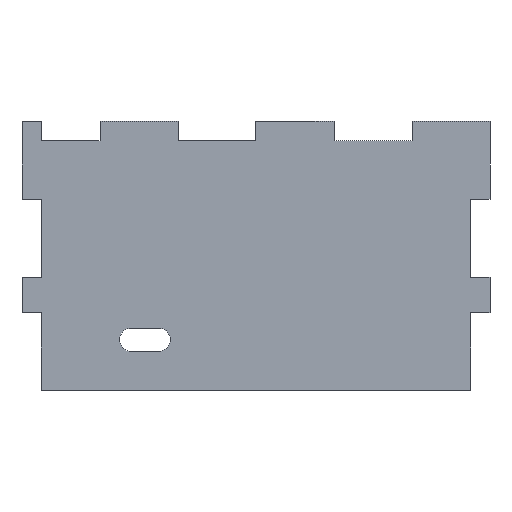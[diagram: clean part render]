
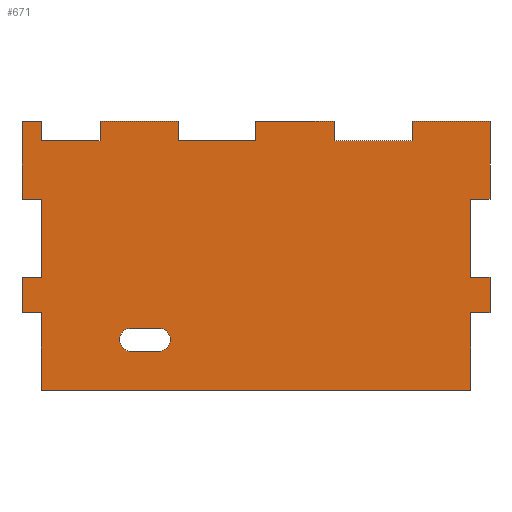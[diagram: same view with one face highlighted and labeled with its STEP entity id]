
A CAD part, left-side view. The second image highlights one B-rep face of the part: STEP entity #671.
In plain terms, the highlighted planar face has unit normal (-1, 0, 0).
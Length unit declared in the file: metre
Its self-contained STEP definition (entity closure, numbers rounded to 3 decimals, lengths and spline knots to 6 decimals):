
#22=CIRCLE('',#719,0.003);
#23=CIRCLE('',#720,0.003);
#46=ORIENTED_EDGE('',*,*,#238,.F.);
#47=ORIENTED_EDGE('',*,*,#239,.T.);
#48=ORIENTED_EDGE('',*,*,#240,.T.);
#49=ORIENTED_EDGE('',*,*,#241,.T.);
#50=ORIENTED_EDGE('',*,*,#242,.F.);
#51=ORIENTED_EDGE('',*,*,#218,.F.);
#52=ORIENTED_EDGE('',*,*,#243,.T.);
#53=ORIENTED_EDGE('',*,*,#244,.F.);
#54=ORIENTED_EDGE('',*,*,#245,.F.);
#55=ORIENTED_EDGE('',*,*,#222,.F.);
#56=ORIENTED_EDGE('',*,*,#246,.F.);
#57=ORIENTED_EDGE('',*,*,#247,.T.);
#58=ORIENTED_EDGE('',*,*,#248,.F.);
#59=ORIENTED_EDGE('',*,*,#249,.F.);
#60=ORIENTED_EDGE('',*,*,#250,.F.);
#61=ORIENTED_EDGE('',*,*,#251,.T.);
#62=ORIENTED_EDGE('',*,*,#252,.F.);
#63=ORIENTED_EDGE('',*,*,#253,.F.);
#64=ORIENTED_EDGE('',*,*,#254,.F.);
#65=ORIENTED_EDGE('',*,*,#255,.T.);
#66=ORIENTED_EDGE('',*,*,#256,.F.);
#67=ORIENTED_EDGE('',*,*,#257,.F.);
#68=ORIENTED_EDGE('',*,*,#258,.F.);
#69=ORIENTED_EDGE('',*,*,#227,.T.);
#70=ORIENTED_EDGE('',*,*,#259,.T.);
#71=ORIENTED_EDGE('',*,*,#260,.T.);
#72=ORIENTED_EDGE('',*,*,#261,.F.);
#73=ORIENTED_EDGE('',*,*,#230,.T.);
#74=ORIENTED_EDGE('',*,*,#262,.T.);
#75=ORIENTED_EDGE('',*,*,#263,.T.);
#76=ORIENTED_EDGE('',*,*,#235,.T.);
#77=ORIENTED_EDGE('',*,*,#264,.F.);
#218=EDGE_CURVE('',#314,#315,#378,.T.);
#222=EDGE_CURVE('',#318,#319,#382,.T.);
#227=EDGE_CURVE('',#324,#322,#387,.T.);
#230=EDGE_CURVE('',#326,#327,#390,.T.);
#235=EDGE_CURVE('',#332,#330,#395,.T.);
#238=EDGE_CURVE('',#334,#335,#398,.T.);
#239=EDGE_CURVE('',#334,#336,#22,.T.);
#240=EDGE_CURVE('',#336,#337,#399,.T.);
#241=EDGE_CURVE('',#337,#335,#23,.T.);
#242=EDGE_CURVE('',#315,#338,#400,.T.);
#243=EDGE_CURVE('',#314,#339,#401,.T.);
#244=EDGE_CURVE('',#340,#339,#402,.T.);
#245=EDGE_CURVE('',#319,#340,#403,.T.);
#246=EDGE_CURVE('',#341,#318,#404,.T.);
#247=EDGE_CURVE('',#341,#342,#405,.T.);
#248=EDGE_CURVE('',#343,#342,#406,.T.);
#249=EDGE_CURVE('',#344,#343,#407,.T.);
#250=EDGE_CURVE('',#345,#344,#408,.T.);
#251=EDGE_CURVE('',#345,#346,#409,.T.);
#252=EDGE_CURVE('',#347,#346,#410,.T.);
#253=EDGE_CURVE('',#348,#347,#411,.T.);
#254=EDGE_CURVE('',#349,#348,#412,.T.);
#255=EDGE_CURVE('',#349,#350,#413,.T.);
#256=EDGE_CURVE('',#351,#350,#414,.T.);
#257=EDGE_CURVE('',#352,#351,#415,.T.);
#258=EDGE_CURVE('',#324,#352,#416,.T.);
#259=EDGE_CURVE('',#322,#353,#417,.T.);
#260=EDGE_CURVE('',#353,#354,#418,.T.);
#261=EDGE_CURVE('',#326,#354,#419,.T.);
#262=EDGE_CURVE('',#327,#355,#420,.T.);
#263=EDGE_CURVE('',#355,#332,#421,.T.);
#264=EDGE_CURVE('',#338,#330,#422,.T.);
#314=VERTEX_POINT('',#924);
#315=VERTEX_POINT('',#925);
#318=VERTEX_POINT('',#933);
#319=VERTEX_POINT('',#934);
#322=VERTEX_POINT('',#942);
#324=VERTEX_POINT('',#945);
#326=VERTEX_POINT('',#951);
#327=VERTEX_POINT('',#952);
#330=VERTEX_POINT('',#960);
#332=VERTEX_POINT('',#963);
#334=VERTEX_POINT('',#969);
#335=VERTEX_POINT('',#970);
#336=VERTEX_POINT('',#972);
#337=VERTEX_POINT('',#974);
#338=VERTEX_POINT('',#977);
#339=VERTEX_POINT('',#979);
#340=VERTEX_POINT('',#981);
#341=VERTEX_POINT('',#984);
#342=VERTEX_POINT('',#986);
#343=VERTEX_POINT('',#988);
#344=VERTEX_POINT('',#990);
#345=VERTEX_POINT('',#992);
#346=VERTEX_POINT('',#994);
#347=VERTEX_POINT('',#996);
#348=VERTEX_POINT('',#998);
#349=VERTEX_POINT('',#1000);
#350=VERTEX_POINT('',#1002);
#351=VERTEX_POINT('',#1004);
#352=VERTEX_POINT('',#1006);
#353=VERTEX_POINT('',#1009);
#354=VERTEX_POINT('',#1011);
#355=VERTEX_POINT('',#1014);
#378=LINE('',#923,#470);
#382=LINE('',#932,#474);
#387=LINE('',#944,#479);
#390=LINE('',#950,#482);
#395=LINE('',#962,#487);
#398=LINE('',#968,#490);
#399=LINE('',#973,#491);
#400=LINE('',#976,#492);
#401=LINE('',#978,#493);
#402=LINE('',#980,#494);
#403=LINE('',#982,#495);
#404=LINE('',#983,#496);
#405=LINE('',#985,#497);
#406=LINE('',#987,#498);
#407=LINE('',#989,#499);
#408=LINE('',#991,#500);
#409=LINE('',#993,#501);
#410=LINE('',#995,#502);
#411=LINE('',#997,#503);
#412=LINE('',#999,#504);
#413=LINE('',#1001,#505);
#414=LINE('',#1003,#506);
#415=LINE('',#1005,#507);
#416=LINE('',#1007,#508);
#417=LINE('',#1008,#509);
#418=LINE('',#1010,#510);
#419=LINE('',#1012,#511);
#420=LINE('',#1013,#512);
#421=LINE('',#1015,#513);
#422=LINE('',#1016,#514);
#470=VECTOR('',#755,1.);
#474=VECTOR('',#761,1.);
#479=VECTOR('',#768,1.);
#482=VECTOR('',#773,1.);
#487=VECTOR('',#780,1.);
#490=VECTOR('',#785,1.);
#491=VECTOR('',#788,1.);
#492=VECTOR('',#791,1.);
#493=VECTOR('',#792,1.);
#494=VECTOR('',#793,1.);
#495=VECTOR('',#794,1.);
#496=VECTOR('',#795,1.);
#497=VECTOR('',#796,1.);
#498=VECTOR('',#797,1.);
#499=VECTOR('',#798,1.);
#500=VECTOR('',#799,1.);
#501=VECTOR('',#800,1.);
#502=VECTOR('',#801,1.);
#503=VECTOR('',#802,1.);
#504=VECTOR('',#803,1.);
#505=VECTOR('',#804,1.);
#506=VECTOR('',#805,1.);
#507=VECTOR('',#806,1.);
#508=VECTOR('',#807,1.);
#509=VECTOR('',#808,1.);
#510=VECTOR('',#809,1.);
#511=VECTOR('',#810,1.);
#512=VECTOR('',#811,1.);
#513=VECTOR('',#812,1.);
#514=VECTOR('',#813,1.);
#567=EDGE_LOOP('',(#46,#47,#48,#49));
#568=EDGE_LOOP('',(#50,#51,#52,#53,#54,#55,#56,#57,#58,#59,#60,#61,#62,
#63,#64,#65,#66,#67,#68,#69,#70,#71,#72,#73,#74,#75,#76,#77));
#603=FACE_BOUND('',#567,.T.);
#604=FACE_BOUND('',#568,.T.);
#639=PLANE('',#718);
#671=ADVANCED_FACE('',(#603,#604),#639,.F.);
#718=AXIS2_PLACEMENT_3D('',#967,#783,#784);
#719=AXIS2_PLACEMENT_3D('',#971,#786,#787);
#720=AXIS2_PLACEMENT_3D('',#975,#789,#790);
#755=DIRECTION('',(0.,0.,-1.));
#761=DIRECTION('',(0.,0.,-1.));
#768=DIRECTION('',(0.,0.,-1.));
#773=DIRECTION('',(0.,0.,-1.));
#780=DIRECTION('',(0.,-1.,0.));
#783=DIRECTION('',(1.,0.,0.));
#784=DIRECTION('',(0.,1.,0.));
#785=DIRECTION('',(0.,-1.,0.));
#786=DIRECTION('',(1.,0.,0.));
#787=DIRECTION('',(0.,1.,0.));
#788=DIRECTION('',(0.,-1.,0.));
#789=DIRECTION('',(1.,0.,0.));
#790=DIRECTION('',(0.,1.,0.));
#791=DIRECTION('',(0.,1.,0.));
#792=DIRECTION('',(0.,1.,0.));
#793=DIRECTION('',(0.,0.,-1.));
#794=DIRECTION('',(0.,1.,0.));
#795=DIRECTION('',(0.,-1.,0.));
#796=DIRECTION('',(0.,0.,-1.));
#797=DIRECTION('',(0.,-1.,0.));
#798=DIRECTION('',(0.,0.,-1.));
#799=DIRECTION('',(0.,-1.,0.));
#800=DIRECTION('',(0.,0.,-1.));
#801=DIRECTION('',(0.,-1.,0.));
#802=DIRECTION('',(0.,0.,-1.));
#803=DIRECTION('',(0.,-1.,0.));
#804=DIRECTION('',(0.,0.,-1.));
#805=DIRECTION('',(0.,-1.,0.));
#806=DIRECTION('',(0.,0.,-1.));
#807=DIRECTION('',(0.,-1.,0.));
#808=DIRECTION('',(0.,-1.,0.));
#809=DIRECTION('',(0.,0.,-1.));
#810=DIRECTION('',(0.,-1.,0.));
#811=DIRECTION('',(0.,-1.,0.));
#812=DIRECTION('',(0.,0.,-1.));
#813=DIRECTION('',(0.,0.,-1.));
#923=CARTESIAN_POINT('',(0.115,-0.06,0.069));
#924=CARTESIAN_POINT('',(0.115,-0.06,0.034));
#925=CARTESIAN_POINT('',(0.115,-0.06,0.025));
#932=CARTESIAN_POINT('',(0.115,-0.06,0.069));
#933=CARTESIAN_POINT('',(0.115,-0.06,0.074));
#934=CARTESIAN_POINT('',(0.115,-0.06,0.054));
#942=CARTESIAN_POINT('',(0.115,0.06,0.054));
#944=CARTESIAN_POINT('',(0.115,0.06,0.069));
#945=CARTESIAN_POINT('',(0.115,0.06,0.074));
#950=CARTESIAN_POINT('',(0.115,0.06,0.069));
#951=CARTESIAN_POINT('',(0.115,0.06,0.034));
#952=CARTESIAN_POINT('',(0.115,0.06,0.025));
#960=CARTESIAN_POINT('',(0.115,-0.055,0.005));
#962=CARTESIAN_POINT('',(0.115,0.,0.005));
#963=CARTESIAN_POINT('',(0.115,0.055,0.005));
#967=CARTESIAN_POINT('',(0.115,0.,0.069));
#968=CARTESIAN_POINT('',(0.115,0.0285,0.015));
#969=CARTESIAN_POINT('',(0.115,0.032,0.015));
#970=CARTESIAN_POINT('',(0.115,0.025,0.015));
#971=CARTESIAN_POINT('',(0.115,0.032,0.018));
#972=CARTESIAN_POINT('',(0.115,0.032,0.021));
#973=CARTESIAN_POINT('',(0.115,0.0285,0.021));
#974=CARTESIAN_POINT('',(0.115,0.025,0.021));
#975=CARTESIAN_POINT('',(0.115,0.025,0.018));
#976=CARTESIAN_POINT('',(0.115,-0.0575,0.025));
#977=CARTESIAN_POINT('',(0.115,-0.055,0.025));
#978=CARTESIAN_POINT('',(0.115,-0.0575,0.034));
#979=CARTESIAN_POINT('',(0.115,-0.055,0.034));
#980=CARTESIAN_POINT('',(0.115,-0.055,0.044));
#981=CARTESIAN_POINT('',(0.115,-0.055,0.054));
#982=CARTESIAN_POINT('',(0.115,-0.0575,0.054));
#983=CARTESIAN_POINT('',(0.115,0.,0.074));
#984=CARTESIAN_POINT('',(0.115,-0.04,0.074));
#985=CARTESIAN_POINT('',(0.115,-0.04,0.074));
#986=CARTESIAN_POINT('',(0.115,-0.04,0.069));
#987=CARTESIAN_POINT('',(0.115,0.,0.069));
#988=CARTESIAN_POINT('',(0.115,-0.02,0.069));
#989=CARTESIAN_POINT('',(0.115,-0.02,0.074));
#990=CARTESIAN_POINT('',(0.115,-0.02,0.074));
#991=CARTESIAN_POINT('',(0.115,0.,0.074));
#992=CARTESIAN_POINT('',(0.115,0.,0.074));
#993=CARTESIAN_POINT('',(0.115,0.,0.074));
#994=CARTESIAN_POINT('',(0.115,0.,0.069));
#995=CARTESIAN_POINT('',(0.115,0.,0.069));
#996=CARTESIAN_POINT('',(0.115,0.02,0.069));
#997=CARTESIAN_POINT('',(0.115,0.02,0.074));
#998=CARTESIAN_POINT('',(0.115,0.02,0.074));
#999=CARTESIAN_POINT('',(0.115,0.,0.074));
#1000=CARTESIAN_POINT('',(0.115,0.04,0.074));
#1001=CARTESIAN_POINT('',(0.115,0.04,0.074));
#1002=CARTESIAN_POINT('',(0.115,0.04,0.069));
#1003=CARTESIAN_POINT('',(0.115,0.,0.069));
#1004=CARTESIAN_POINT('',(0.115,0.055,0.069));
#1005=CARTESIAN_POINT('',(0.115,0.055,0.074));
#1006=CARTESIAN_POINT('',(0.115,0.055,0.074));
#1007=CARTESIAN_POINT('',(0.115,0.,0.074));
#1008=CARTESIAN_POINT('',(0.115,0.0575,0.054));
#1009=CARTESIAN_POINT('',(0.115,0.055,0.054));
#1010=CARTESIAN_POINT('',(0.115,0.055,0.044));
#1011=CARTESIAN_POINT('',(0.115,0.055,0.034));
#1012=CARTESIAN_POINT('',(0.115,0.0575,0.034));
#1013=CARTESIAN_POINT('',(0.115,0.0575,0.025));
#1014=CARTESIAN_POINT('',(0.115,0.055,0.025));
#1015=CARTESIAN_POINT('',(0.115,0.055,0.015));
#1016=CARTESIAN_POINT('',(0.115,-0.055,0.015));
